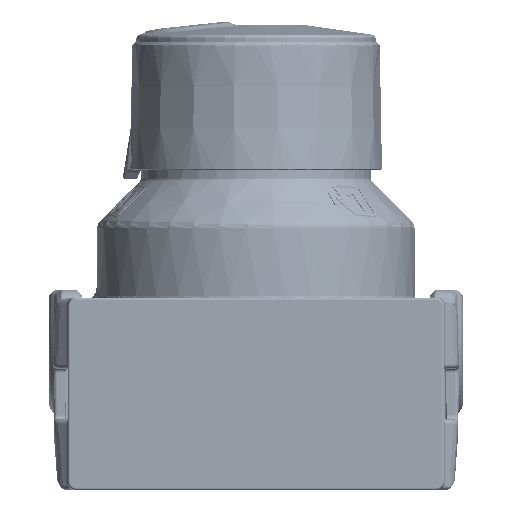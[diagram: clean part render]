
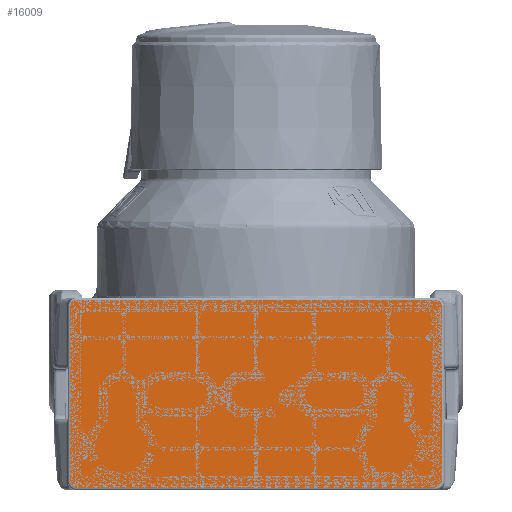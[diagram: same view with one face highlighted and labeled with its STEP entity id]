
A CAD part, left-side view. The second image highlights one B-rep face of the part: STEP entity #16009.
In plain terms, the highlighted face is planar.
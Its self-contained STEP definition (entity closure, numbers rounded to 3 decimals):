
#7119=VECTOR('',#170953,84.7);
#7120=VECTOR('',#170952,41.3);
#7121=VECTOR('',#170950,84.7);
#7122=VECTOR('',#170944,41.3);
#10726=LINE('',#92968,#7119);
#10727=LINE('',#92974,#7120);
#10728=LINE('',#92977,#7121);
#10729=LINE('',#92980,#7122);
#16009=ADVANCED_FACE('Volume473',(#21313),#92078,.F.);
#21313=FACE_OUTER_BOUND('',#76135,.F.);
#26644=ORIENTED_EDGE('',*,*,#51648,.T.);
#26645=ORIENTED_EDGE('',*,*,#51652,.T.);
#26646=ORIENTED_EDGE('',*,*,#51653,.T.);
#26647=ORIENTED_EDGE('',*,*,#51654,.T.);
#26648=ORIENTED_EDGE('',*,*,#51655,.T.);
#26649=ORIENTED_EDGE('',*,*,#51656,.T.);
#26650=ORIENTED_EDGE('',*,*,#51657,.T.);
#26651=ORIENTED_EDGE('',*,*,#51658,.T.);
#51648=EDGE_CURVE('1',#68850,#68851,#64155,.T.);
#51652=EDGE_CURVE('5',#68851,#68854,#10726,.T.);
#51653=EDGE_CURVE('8',#68854,#68855,#64157,.T.);
#51654=EDGE_CURVE('11',#68855,#68856,#10727,.T.);
#51655=EDGE_CURVE('14',#68856,#68857,#64158,.T.);
#51656=EDGE_CURVE('17',#68857,#68858,#10728,.T.);
#51657=EDGE_CURVE('20',#68858,#68859,#64159,.T.);
#51658=EDGE_CURVE('23',#68859,#68850,#10729,.T.);
#64155=CIRCLE('',#162039,1.5);
#64157=CIRCLE('',#162042,1.5);
#64158=CIRCLE('',#162043,1.5);
#64159=CIRCLE('',#162044,1.5);
#68850=VERTEX_POINT('1',#92967);
#68851=VERTEX_POINT('2',#92968);
#68854=VERTEX_POINT('5',#92973);
#68855=VERTEX_POINT('7',#92974);
#68856=VERTEX_POINT('9',#92976);
#68857=VERTEX_POINT('11',#92977);
#68858=VERTEX_POINT('13',#92979);
#68859=VERTEX_POINT('15',#92980);
#76135=EDGE_LOOP('',(#26644,#26645,#26646,#26647,#26648,#26649,#26650,#26651));
#92078=PLANE('',#162041);
#92967=CARTESIAN_POINT('',(-80.008,-43.85,-22.85));
#92968=CARTESIAN_POINT('',(-80.008,-42.35,-21.35));
#92969=CARTESIAN_POINT('',(-80.008,-42.35,-22.85));
#92972=CARTESIAN_POINT('',(-80.008,43.85,-21.35));
#92973=CARTESIAN_POINT('',(-80.008,42.35,-21.35));
#92974=CARTESIAN_POINT('',(-80.008,43.85,-22.85));
#92975=CARTESIAN_POINT('',(-80.008,42.35,-22.85));
#92976=CARTESIAN_POINT('',(-80.008,43.85,-64.15));
#92977=CARTESIAN_POINT('',(-80.008,42.35,-65.65));
#92978=CARTESIAN_POINT('',(-80.008,42.35,-64.15));
#92979=CARTESIAN_POINT('',(-80.008,-42.35,-65.65));
#92980=CARTESIAN_POINT('',(-80.008,-43.85,-64.15));
#92981=CARTESIAN_POINT('',(-80.008,-42.35,-64.15));
#162039=AXIS2_PLACEMENT_3D('',#92969,#170951,#170950);
#162041=AXIS2_PLACEMENT_3D('',#92972,#170951,#170952);
#162042=AXIS2_PLACEMENT_3D('',#92975,#170951,#170944);
#162043=AXIS2_PLACEMENT_3D('',#92978,#170951,#170953);
#162044=AXIS2_PLACEMENT_3D('',#92981,#170951,#170952);
#170944=DIRECTION('',(0.,0.,1.));
#170950=DIRECTION('',(0.,-1.,0.));
#170951=DIRECTION('',(-1.,0.,0.));
#170952=DIRECTION('',(0.,0.,-1.));
#170953=DIRECTION('',(0.,1.,0.));
